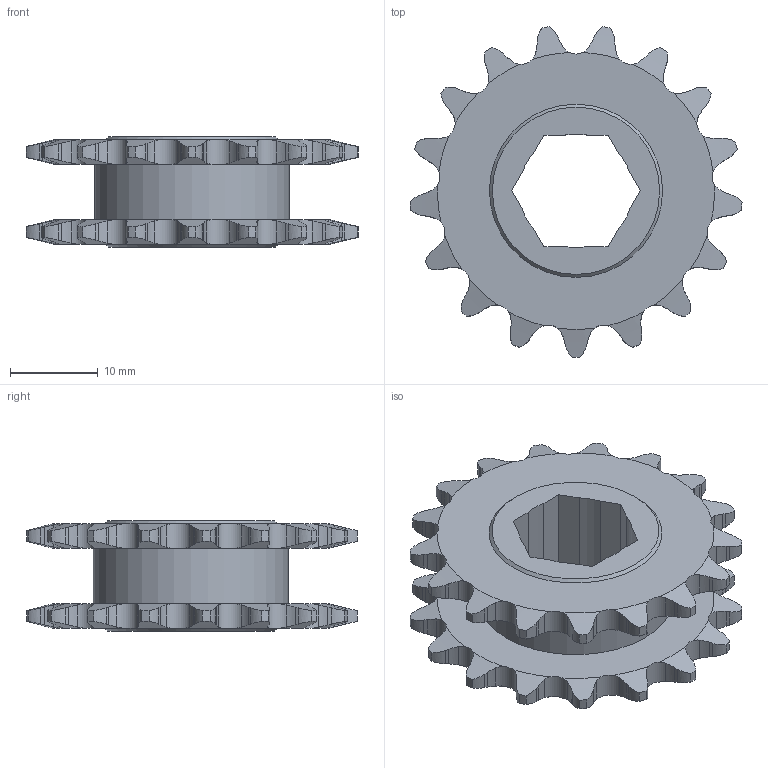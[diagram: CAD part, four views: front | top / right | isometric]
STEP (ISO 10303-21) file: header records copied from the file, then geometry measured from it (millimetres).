
FILE_DESCRIPTION(/* description */ (''),/* implementation_level */ '2;1');
FILE_NAME(/* name */ 'am-3999.stp',/* time_stamp */ '2019-11-27T11:39:33-08:00',/* author */ ('Phillips Lenovo'),/* organization */ ('Autodesk Inc.'),/* preprocessor_version */ 'ST-DEVELOPER v18',/* originating_system */ 'Autodesk Inventor 2020',/* authorisation */ '');
FILE_SCHEMA (('AUTOMOTIVE_DESIGN { 1 0 10303 214 3 1 1 }'));
Length unit declared in the file: inch
Products named in the file (1): am-3999
Bounding box: 37.81 x 37.65 x 12.57 mm (x, y, z)
Volume: 5808.8 mm3; surface area: 4338.6 mm2
Topology: 1 solids, 1 shells, 367 faces, 1085 edges, 724 vertices
Faces by surface type: cylinder 211, plane 86, cone 70
Full cylindrical faces by diameter (mm): 22.225 x1
Entity records: 13907 total; most frequent: CARTESIAN_POINT 4897, ORIENTED_EDGE 2170, DIRECTION 1501, EDGE_CURVE 1085, VERTEX_POINT 724, AXIS2_PLACEMENT_3D 592, B_SPLINE_CURVE_WITH_KNOTS 544, EDGE_LOOP 373
